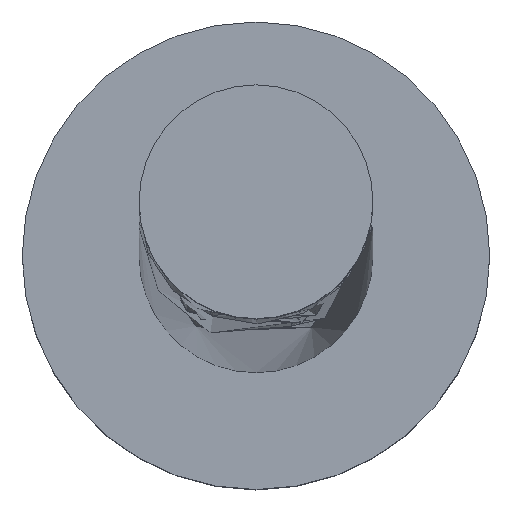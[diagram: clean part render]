
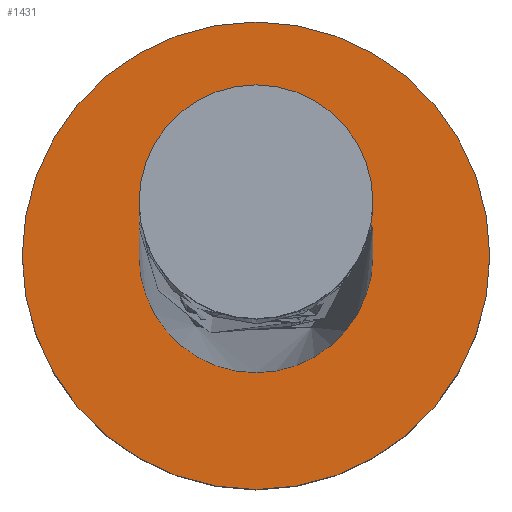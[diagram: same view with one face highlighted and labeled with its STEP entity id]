
A CAD part, top view. The second image highlights one B-rep face of the part: STEP entity #1431.
In plain terms, the highlighted planar face has unit normal (0, 0, 1).
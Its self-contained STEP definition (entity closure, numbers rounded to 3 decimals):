
#25 = VERTEX_POINT ( 'NONE', #567 ) ;
#70 = EDGE_LOOP ( 'NONE', ( #1521, #668 ) ) ;
#72 = AXIS2_PLACEMENT_3D ( 'NONE', #147, #1607, #849 ) ;
#90 = DIRECTION ( 'NONE',  ( 1., 0., 0. ) ) ;
#96 = DIRECTION ( 'NONE',  ( 0., 0., 1. ) ) ;
#115 = EDGE_CURVE ( 'NONE', #1210, #1116, #626, .T. ) ;
#147 = CARTESIAN_POINT ( 'NONE',  ( 0., 0., 3. ) ) ;
#238 = DIRECTION ( 'NONE',  ( 1., 0., 0. ) ) ;
#291 = AXIS2_PLACEMENT_3D ( 'NONE', #955, #1703, #238 ) ;
#347 = EDGE_LOOP ( 'NONE', ( #1598, #1512 ) ) ;
#353 = FACE_BOUND ( 'NONE', #347, .T. ) ;
#436 = CARTESIAN_POINT ( 'NONE',  ( -1.5, 0., 3. ) ) ;
#567 = CARTESIAN_POINT ( 'NONE',  ( -3., 0., 3. ) ) ;
#626 = CIRCLE ( 'NONE', #72, 1.5 ) ;
#663 = PLANE ( 'NONE',  #291 ) ;
#668 = ORIENTED_EDGE ( 'NONE', *, *, #1203, .T. ) ;
#720 = AXIS2_PLACEMENT_3D ( 'NONE', #1566, #1750, #838 ) ;
#742 = EDGE_CURVE ( 'NONE', #25, #1530, #1670, .T. ) ;
#838 = DIRECTION ( 'NONE',  ( 1., 0., 0. ) ) ;
#849 = DIRECTION ( 'NONE',  ( 1., 0., 0. ) ) ;
#955 = CARTESIAN_POINT ( 'NONE',  ( 0., 0., 3. ) ) ;
#977 = AXIS2_PLACEMENT_3D ( 'NONE', #1541, #96, #1710 ) ;
#1116 = VERTEX_POINT ( 'NONE', #436 ) ;
#1130 = FACE_OUTER_BOUND ( 'NONE', #70, .T. ) ;
#1141 = CARTESIAN_POINT ( 'NONE',  ( 0., 0., 3. ) ) ;
#1203 = EDGE_CURVE ( 'NONE', #1530, #25, #1492, .T. ) ;
#1210 = VERTEX_POINT ( 'NONE', #1776 ) ;
#1294 = DIRECTION ( 'NONE',  ( 0., 0., 1. ) ) ;
#1431 = ADVANCED_FACE ( 'NONE', ( #353, #1130 ), #663, .T. ) ;
#1492 = CIRCLE ( 'NONE', #720, 3. ) ;
#1512 = ORIENTED_EDGE ( 'NONE', *, *, #115, .F. ) ;
#1521 = ORIENTED_EDGE ( 'NONE', *, *, #742, .T. ) ;
#1530 = VERTEX_POINT ( 'NONE', #1560 ) ;
#1541 = CARTESIAN_POINT ( 'NONE',  ( 0., 0., 3. ) ) ;
#1560 = CARTESIAN_POINT ( 'NONE',  ( 3., 0., 3. ) ) ;
#1563 = EDGE_CURVE ( 'NONE', #1116, #1210, #1584, .T. ) ;
#1566 = CARTESIAN_POINT ( 'NONE',  ( 0., 0., 3. ) ) ;
#1580 = AXIS2_PLACEMENT_3D ( 'NONE', #1141, #1294, #90 ) ;
#1584 = CIRCLE ( 'NONE', #977, 1.5 ) ;
#1598 = ORIENTED_EDGE ( 'NONE', *, *, #1563, .F. ) ;
#1607 = DIRECTION ( 'NONE',  ( 0., 0., 1. ) ) ;
#1670 = CIRCLE ( 'NONE', #1580, 3. ) ;
#1703 = DIRECTION ( 'NONE',  ( 0., 0., 1. ) ) ;
#1710 = DIRECTION ( 'NONE',  ( 1., 0., 0. ) ) ;
#1750 = DIRECTION ( 'NONE',  ( 0., 0., 1. ) ) ;
#1776 = CARTESIAN_POINT ( 'NONE',  ( 1.5, 0., 3. ) ) ;
